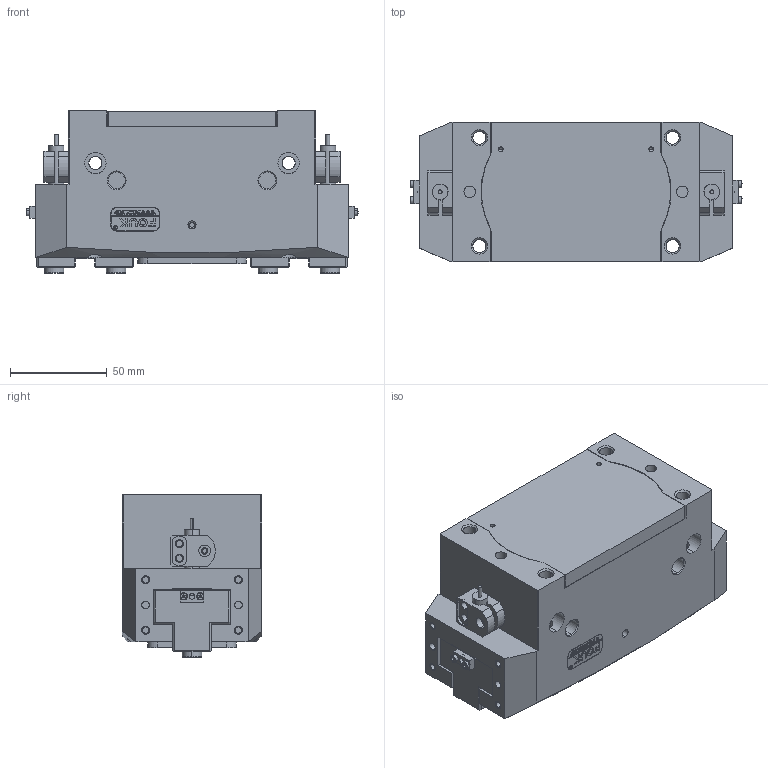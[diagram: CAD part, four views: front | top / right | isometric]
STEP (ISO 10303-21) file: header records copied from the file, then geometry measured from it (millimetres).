
FILE_DESCRIPTION (( 'STEP AP203' ), '1' );
FILE_NAME ('TR73-162-S.STEP', '2024-11-19T03:16:03', ( 'USER-' ), ( 'Microsoft' ), 'SwSTEP 2.0', 'SolidWorks 2018', '' );
FILE_SCHEMA (( 'CONFIG_CONTROL_DESIGN' ));
Length unit declared in the file: millimetre
Products named in the file (17): TR73 -162杅耀.sldasm-Part-7; TR73 -162杅耀.sldasm-Part-5; TR73 -162杅耀.sldasm-Part-9; TR73 -162杅耀.sldasm-Part-4; TR73 -162杅耀.sldasm-Part-1; 揤輸杅耀.sldasm-Part-9; 埴翐芛_GB_FASTENER_SCREWS_HSHCS M2X8-N; TR73 -162杅耀.sldasm-Part-3; TR73 -162杅耀.sldasm-Part-2; TR73 -162杅耀.sldasm-Part-10; TR73 -162杅耀.sldasm-Part-16; TR73-162-S 賑輸; TR73-162-S; TR73 -162杅耀.sldasm-Part-12; 25x12-R3; TR73 -162 菁裔啣.sldasm-Part-3; 揤輸蚾饜极
Assembly tree (19 placements, depth 3):
  TR73-162-S
    TR73 -162杅耀.sldasm-Part-1
    TR73 -162杅耀.sldasm-Part-2
    TR73 -162杅耀.sldasm-Part-3
    TR73 -162杅耀.sldasm-Part-4
    TR73 -162杅耀.sldasm-Part-5
    TR73 -162杅耀.sldasm-Part-7
    TR73 -162杅耀.sldasm-Part-9
    TR73 -162杅耀.sldasm-Part-10
    TR73 -162杅耀.sldasm-Part-12
    TR73 -162杅耀.sldasm-Part-16
    TR73-162-S 賑輸  x2
    TR73 -162 菁裔啣.sldasm-Part-3
    揤輸蚾饜极  x2
      揤輸杅耀.sldasm-Part-9
      埴翐芛_GB_FASTENER_SCREWS_HSHCS M2X8-N
    25x12-R3
Bounding box: 171.8 x 72 x 84 mm (x, y, z)
Volume: 758279.9 mm3; surface area: 139450.7 mm2
Topology: 20 solids, 26 shells, 1235 faces, 3149 edges, 2022 vertices
Faces by surface type: plane 603, cylinder 325, bspline 155, cone 144, torus 8
Entity records: 39400 total; most frequent: CARTESIAN_POINT 12335, ORIENTED_EDGE 5394, DIRECTION 4875, EDGE_CURVE 2697, VERTEX_POINT 1753, LINE 1645, VECTOR 1645, AXIS2_PLACEMENT_3D 1615
